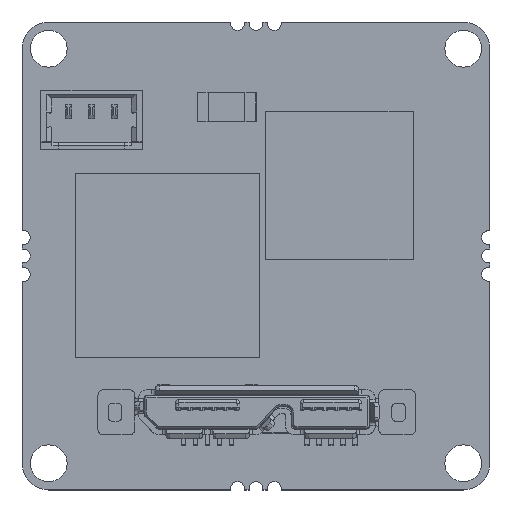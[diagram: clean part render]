
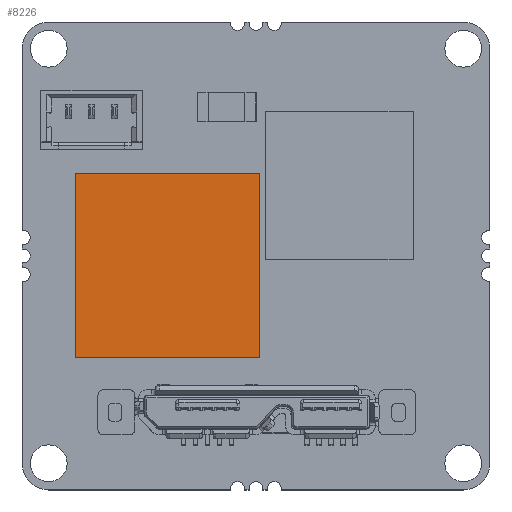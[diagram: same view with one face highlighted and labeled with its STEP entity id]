
A CAD part, top view. The second image highlights one B-rep face of the part: STEP entity #8226.
In plain terms, the highlighted planar face has unit normal (0, 0, 1).
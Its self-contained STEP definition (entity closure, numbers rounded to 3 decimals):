
#8226=ADVANCED_FACE('',(#10578),#9597,.T.);
#9597=PLANE('',#35093);
#10578=FACE_OUTER_BOUND('',#11914,.T.);
#11914=EDGE_LOOP('',(#13397,#13398,#13399,#13400));
#13397=ORIENTED_EDGE('',*,*,#24585,.T.);
#13398=ORIENTED_EDGE('',*,*,#24589,.T.);
#13399=ORIENTED_EDGE('',*,*,#24592,.T.);
#13400=ORIENTED_EDGE('',*,*,#24594,.T.);
#21707=VERTEX_POINT('',#44575);
#21708=VERTEX_POINT('',#44577);
#21710=VERTEX_POINT('',#44583);
#21712=VERTEX_POINT('',#44589);
#24585=EDGE_CURVE('',#21708,#21707,#28749,.T.);
#24589=EDGE_CURVE('',#21707,#21710,#28753,.T.);
#24592=EDGE_CURVE('',#21710,#21712,#28756,.T.);
#24594=EDGE_CURVE('',#21712,#21708,#28758,.T.);
#28749=LINE('',#44576,#31918);
#28753=LINE('',#44584,#31922);
#28756=LINE('',#44590,#31925);
#28758=LINE('',#44593,#31927);
#31918=VECTOR('',#37195,1.);
#31922=VECTOR('',#37201,1.);
#31925=VECTOR('',#37206,1.);
#31927=VECTOR('',#37210,1.);
#35093=AXIS2_PLACEMENT_3D('',#44596,#37215,#37216);
#37195=DIRECTION('',(0.,1.,0.));
#37201=DIRECTION('',(-1.,0.,0.));
#37206=DIRECTION('',(0.,-1.,0.));
#37210=DIRECTION('',(1.,0.,0.));
#37215=DIRECTION('',(0.,0.,1.));
#37216=DIRECTION('',(1.,0.,0.));
#44575=CARTESIAN_POINT('',(0.2,4.5,1.2));
#44576=CARTESIAN_POINT('',(0.2,-5.5,1.2));
#44577=CARTESIAN_POINT('',(0.2,-5.5,1.2));
#44583=CARTESIAN_POINT('',(-9.8,4.5,1.2));
#44584=CARTESIAN_POINT('',(0.2,4.5,1.2));
#44589=CARTESIAN_POINT('',(-9.8,-5.5,1.2));
#44590=CARTESIAN_POINT('',(-9.8,4.5,1.2));
#44593=CARTESIAN_POINT('',(-9.8,-5.5,1.2));
#44596=CARTESIAN_POINT('',(-4.8,-0.5,1.2));
